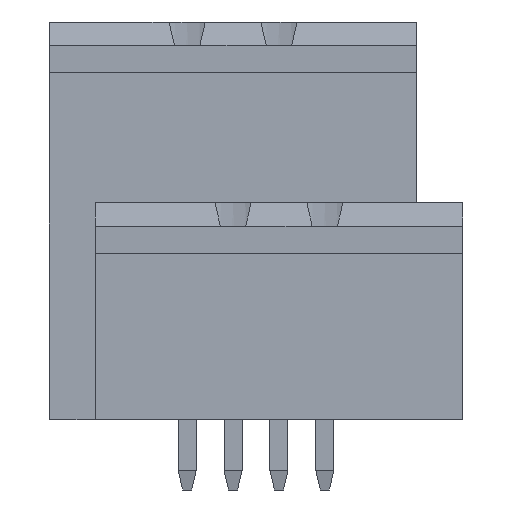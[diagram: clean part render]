
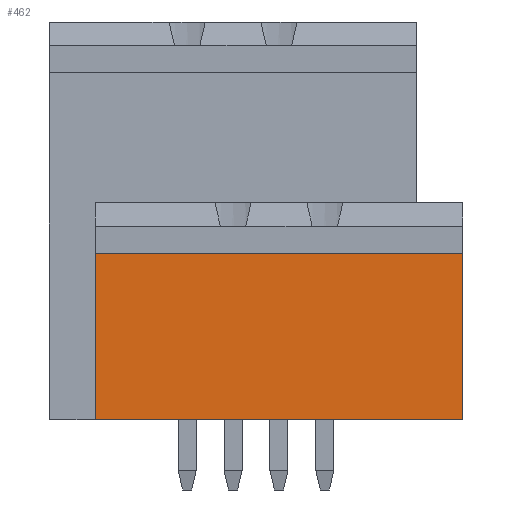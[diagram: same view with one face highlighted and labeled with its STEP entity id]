
A CAD part, front view. The second image highlights one B-rep face of the part: STEP entity #462.
In plain terms, the highlighted planar face has unit normal (0, -1, 0).
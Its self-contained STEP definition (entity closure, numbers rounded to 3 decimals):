
#462 = ADVANCED_FACE( '', ( #1097 ), #1098, .F. );
#1097 = FACE_OUTER_BOUND( '', #1991, .T. );
#1098 = PLANE( '', #1992 );
#1991 = EDGE_LOOP( '', ( #2974, #2975, #2976, #2977 ) );
#1992 = AXIS2_PLACEMENT_3D( '', #2978, #2979, #2980 );
#2974 = ORIENTED_EDGE( '', *, *, #5504, .F. );
#2975 = ORIENTED_EDGE( '', *, *, #5505, .F. );
#2976 = ORIENTED_EDGE( '', *, *, #5506, .F. );
#2977 = ORIENTED_EDGE( '', *, *, #5507, .F. );
#2978 = CARTESIAN_POINT( '', ( 0., -18.85, 0. ) );
#2979 = DIRECTION( '', ( 0., 1., 0. ) );
#2980 = DIRECTION( '', ( 0., 0., 1. ) );
#5504 = EDGE_CURVE( '', #6599, #6600, #6601, .T. );
#5505 = EDGE_CURVE( '', #6602, #6599, #6603, .T. );
#5506 = EDGE_CURVE( '', #6604, #6602, #6605, .T. );
#5507 = EDGE_CURVE( '', #6600, #6604, #6606, .T. );
#6599 = VERTEX_POINT( '', #8220 );
#6600 = VERTEX_POINT( '', #8221 );
#6601 = LINE( '', #8222, #8223 );
#6602 = VERTEX_POINT( '', #8224 );
#6603 = LINE( '', #8225, #8226 );
#6604 = VERTEX_POINT( '', #8227 );
#6605 = LINE( '', #8228, #8229 );
#6606 = LINE( '', #8230, #8231 );
#8220 = CARTESIAN_POINT( '', ( -7.62, -18.85, -11. ) );
#8221 = CARTESIAN_POINT( '', ( -7.62, -18.85, -1.8 ) );
#8222 = CARTESIAN_POINT( '', ( -7.62, -18.85, -11. ) );
#8223 = VECTOR( '', #10460, 1000. );
#8224 = CARTESIAN_POINT( '', ( 12.7, -18.85, -11. ) );
#8225 = CARTESIAN_POINT( '', ( 12.7, -18.85, -11. ) );
#8226 = VECTOR( '', #10461, 1000. );
#8227 = CARTESIAN_POINT( '', ( 12.7, -18.85, -1.8 ) );
#8228 = CARTESIAN_POINT( '', ( 12.7, -18.85, -1.8 ) );
#8229 = VECTOR( '', #10462, 1000. );
#8230 = CARTESIAN_POINT( '', ( -7.62, -18.85, -1.8 ) );
#8231 = VECTOR( '', #10463, 1000. );
#10460 = DIRECTION( '', ( 0., 0., 1. ) );
#10461 = DIRECTION( '', ( -1., 0., 0. ) );
#10462 = DIRECTION( '', ( 0., 0., -1. ) );
#10463 = DIRECTION( '', ( 1., 0., 0. ) );
